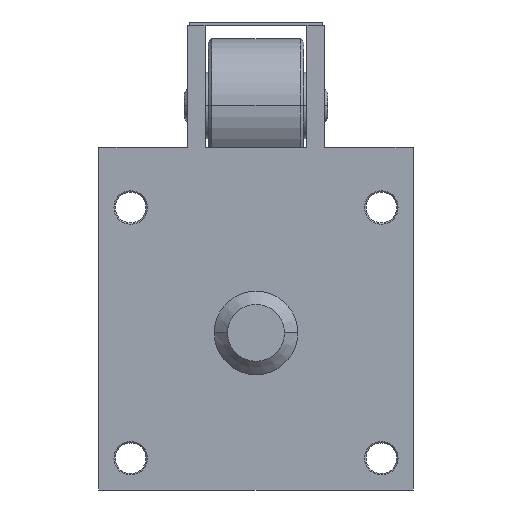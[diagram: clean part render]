
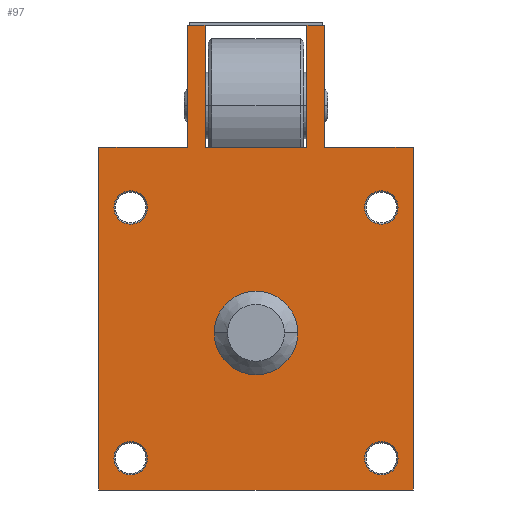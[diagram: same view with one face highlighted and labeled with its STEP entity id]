
A CAD part, left-side view. The second image highlights one B-rep face of the part: STEP entity #97.
In plain terms, the highlighted planar face has unit normal (-1, 0, 0).
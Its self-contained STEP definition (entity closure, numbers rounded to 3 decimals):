
#97=ADVANCED_FACE('',(#217,#218,#219,#220,#221,#222),#223,.F.);
#217=FACE_OUTER_BOUND('',#397,.T.);
#218=FACE_BOUND('',#398,.T.);
#219=FACE_BOUND('',#399,.T.);
#220=FACE_BOUND('',#400,.T.);
#221=FACE_BOUND('',#401,.T.);
#222=FACE_BOUND('',#402,.T.);
#223=PLANE('',#403);
#397=EDGE_LOOP('',(#772,#773,#774,#775,#776,#777,#778,#779,#780,#781,#782,#783));
#398=EDGE_LOOP('',(#784,#785));
#399=EDGE_LOOP('',(#786,#787));
#400=EDGE_LOOP('',(#788,#789));
#401=EDGE_LOOP('',(#790,#791));
#402=EDGE_LOOP('',(#792,#793));
#403=AXIS2_PLACEMENT_3D('',#794,#795,#796);
#772=ORIENTED_EDGE('',*,*,#1255,.F.);
#773=ORIENTED_EDGE('',*,*,#1250,.F.);
#774=ORIENTED_EDGE('',*,*,#1240,.F.);
#775=ORIENTED_EDGE('',*,*,#1256,.T.);
#776=ORIENTED_EDGE('',*,*,#1257,.F.);
#777=ORIENTED_EDGE('',*,*,#1258,.F.);
#778=ORIENTED_EDGE('',*,*,#1259,.F.);
#779=ORIENTED_EDGE('',*,*,#1260,.T.);
#780=ORIENTED_EDGE('',*,*,#1261,.F.);
#781=ORIENTED_EDGE('',*,*,#1262,.T.);
#782=ORIENTED_EDGE('',*,*,#1263,.F.);
#783=ORIENTED_EDGE('',*,*,#1264,.F.);
#784=ORIENTED_EDGE('',*,*,#1218,.T.);
#785=ORIENTED_EDGE('',*,*,#1265,.T.);
#786=ORIENTED_EDGE('',*,*,#1214,.T.);
#787=ORIENTED_EDGE('',*,*,#1266,.T.);
#788=ORIENTED_EDGE('',*,*,#1207,.T.);
#789=ORIENTED_EDGE('',*,*,#1267,.T.);
#790=ORIENTED_EDGE('',*,*,#1200,.T.);
#791=ORIENTED_EDGE('',*,*,#1268,.T.);
#792=ORIENTED_EDGE('',*,*,#1193,.T.);
#793=ORIENTED_EDGE('',*,*,#1269,.T.);
#794=CARTESIAN_POINT('',(-41.0,0.0,8.5));
#795=DIRECTION('',(1.0,0.0,0.0));
#796=DIRECTION('',(0.0,0.0,-1.0));
#1193=EDGE_CURVE('',#1419,#1421,#1423,.T.);
#1200=EDGE_CURVE('',#1432,#1434,#1436,.T.);
#1207=EDGE_CURVE('',#1445,#1447,#1449,.T.);
#1214=EDGE_CURVE('',#1458,#1460,#1462,.T.);
#1218=EDGE_CURVE('',#1464,#1468,#1470,.T.);
#1240=EDGE_CURVE('',#1505,#1507,#1508,.T.);
#1250=EDGE_CURVE('',#1507,#1525,#1526,.T.);
#1255=EDGE_CURVE('',#1525,#1533,#1534,.T.);
#1256=EDGE_CURVE('',#1505,#1535,#1536,.T.);
#1257=EDGE_CURVE('',#1537,#1535,#1538,.T.);
#1258=EDGE_CURVE('',#1539,#1537,#1540,.T.);
#1259=EDGE_CURVE('',#1541,#1539,#1542,.T.);
#1260=EDGE_CURVE('',#1541,#1543,#1544,.T.);
#1261=EDGE_CURVE('',#1545,#1543,#1546,.T.);
#1262=EDGE_CURVE('',#1545,#1547,#1548,.T.);
#1263=EDGE_CURVE('',#1549,#1547,#1550,.T.);
#1264=EDGE_CURVE('',#1533,#1549,#1551,.T.);
#1265=EDGE_CURVE('',#1468,#1464,#1552,.T.);
#1266=EDGE_CURVE('',#1460,#1458,#1553,.T.);
#1267=EDGE_CURVE('',#1447,#1445,#1554,.T.);
#1268=EDGE_CURVE('',#1434,#1432,#1555,.T.);
#1269=EDGE_CURVE('',#1421,#1419,#1556,.T.);
#1419=VERTEX_POINT('',#1757);
#1421=VERTEX_POINT('',#1760);
#1423=CIRCLE('',#1763,10.0);
#1432=VERTEX_POINT('',#1774);
#1434=VERTEX_POINT('',#1777);
#1436=CIRCLE('',#1780,10.0);
#1445=VERTEX_POINT('',#1791);
#1447=VERTEX_POINT('',#1794);
#1449=CIRCLE('',#1797,10.0);
#1458=VERTEX_POINT('',#1808);
#1460=VERTEX_POINT('',#1811);
#1462=CIRCLE('',#1814,10.0);
#1464=VERTEX_POINT('',#1816);
#1468=VERTEX_POINT('',#1821);
#1470=CIRCLE('',#1824,25.0);
#1505=VERTEX_POINT('',#1879);
#1507=VERTEX_POINT('',#1882);
#1508=LINE('',#1883,#1884);
#1525=VERTEX_POINT('',#1910);
#1526=LINE('',#1911,#1912);
#1533=VERTEX_POINT('',#1923);
#1534=LINE('',#1924,#1925);
#1535=VERTEX_POINT('',#1926);
#1536=LINE('',#1927,#1928);
#1537=VERTEX_POINT('',#1929);
#1538=LINE('',#1930,#1931);
#1539=VERTEX_POINT('',#1932);
#1540=LINE('',#1933,#1934);
#1541=VERTEX_POINT('',#1935);
#1542=LINE('',#1936,#1937);
#1543=VERTEX_POINT('',#1938);
#1544=LINE('',#1939,#1940);
#1545=VERTEX_POINT('',#1941);
#1546=LINE('',#1942,#1943);
#1547=VERTEX_POINT('',#1944);
#1548=LINE('',#1945,#1946);
#1549=VERTEX_POINT('',#1947);
#1550=LINE('',#1948,#1949);
#1551=LINE('',#1950,#1951);
#1552=CIRCLE('',#1952,25.0);
#1553=CIRCLE('',#1953,10.0);
#1554=CIRCLE('',#1954,10.0);
#1555=CIRCLE('',#1955,10.0);
#1556=CIRCLE('',#1956,10.0);
#1757=CARTESIAN_POINT('',(-41.0,85.0,75.0));
#1760=CARTESIAN_POINT('',(-41.0,65.0,75.0));
#1763=AXIS2_PLACEMENT_3D('',#2229,#2230,#2231);
#1774=CARTESIAN_POINT('',(-41.0,85.0,-75.0));
#1777=CARTESIAN_POINT('',(-41.0,65.0,-75.0));
#1780=AXIS2_PLACEMENT_3D('',#2242,#2243,#2244);
#1791=CARTESIAN_POINT('',(-41.0,-65.0,75.0));
#1794=CARTESIAN_POINT('',(-41.0,-85.0,75.0));
#1797=AXIS2_PLACEMENT_3D('',#2255,#2256,#2257);
#1808=CARTESIAN_POINT('',(-41.0,-65.0,-75.0));
#1811=CARTESIAN_POINT('',(-41.0,-85.0,-75.0));
#1814=AXIS2_PLACEMENT_3D('',#2268,#2269,#2270);
#1816=CARTESIAN_POINT('',(-41.0,0.0,-25.0));
#1821=CARTESIAN_POINT('',(-41.0,0.,25.0));
#1824=AXIS2_PLACEMENT_3D('',#2276,#2277,#2278);
#1879=CARTESIAN_POINT('',(-41.0,-30.5,184.0));
#1882=CARTESIAN_POINT('',(-41.0,-41.0,184.0));
#1883=CARTESIAN_POINT('',(-41.0,-35.75,184.0));
#1884=VECTOR('',#2300,1.0);
#1910=CARTESIAN_POINT('',(-41.0,-41.0,111.0));
#1911=CARTESIAN_POINT('',(-41.0,-41.0,139.0));
#1912=VECTOR('',#2310,1.0);
#1923=CARTESIAN_POINT('',(-41.0,-94.0,111.0));
#1924=CARTESIAN_POINT('',(-41.0,0.0,111.0));
#1925=VECTOR('',#2315,1.0);
#1926=CARTESIAN_POINT('',(-41.0,-30.5,111.0));
#1927=CARTESIAN_POINT('',(-41.0,-30.5,139.0));
#1928=VECTOR('',#2316,1.0);
#1929=CARTESIAN_POINT('',(-41.0,30.5,111.0));
#1930=CARTESIAN_POINT('',(-41.0,0.0,111.0));
#1931=VECTOR('',#2317,1.0);
#1932=CARTESIAN_POINT('',(-41.0,30.5,184.0));
#1933=CARTESIAN_POINT('',(-41.0,30.5,139.0));
#1934=VECTOR('',#2318,1.0);
#1935=CARTESIAN_POINT('',(-41.0,41.0,184.0));
#1936=CARTESIAN_POINT('',(-41.0,35.75,184.0));
#1937=VECTOR('',#2319,1.0);
#1938=CARTESIAN_POINT('',(-41.0,41.0,111.0));
#1939=CARTESIAN_POINT('',(-41.0,41.0,139.0));
#1940=VECTOR('',#2320,1.0);
#1941=CARTESIAN_POINT('',(-41.0,94.0,111.0));
#1942=CARTESIAN_POINT('',(-41.0,0.0,111.0));
#1943=VECTOR('',#2321,1.0);
#1944=CARTESIAN_POINT('',(-41.0,94.0,-94.0));
#1945=CARTESIAN_POINT('',(-41.0,94.0,8.5));
#1946=VECTOR('',#2322,1.0);
#1947=CARTESIAN_POINT('',(-41.0,-94.0,-94.0));
#1948=CARTESIAN_POINT('',(-41.0,0.0,-94.0));
#1949=VECTOR('',#2323,1.0);
#1950=CARTESIAN_POINT('',(-41.0,-94.0,8.5));
#1951=VECTOR('',#2324,1.0);
#1952=AXIS2_PLACEMENT_3D('',#2325,#2326,#2327);
#1953=AXIS2_PLACEMENT_3D('',#2328,#2329,#2330);
#1954=AXIS2_PLACEMENT_3D('',#2331,#2332,#2333);
#1955=AXIS2_PLACEMENT_3D('',#2334,#2335,#2336);
#1956=AXIS2_PLACEMENT_3D('',#2337,#2338,#2339);
#2229=CARTESIAN_POINT('',(-41.0,75.0,75.0));
#2230=DIRECTION('',(1.0,0.0,0.0));
#2231=DIRECTION('',(0.0,1.0,0.0));
#2242=CARTESIAN_POINT('',(-41.0,75.0,-75.0));
#2243=DIRECTION('',(1.0,0.0,0.0));
#2244=DIRECTION('',(0.0,1.0,0.0));
#2255=CARTESIAN_POINT('',(-41.0,-75.0,75.0));
#2256=DIRECTION('',(1.0,0.0,0.0));
#2257=DIRECTION('',(0.0,1.0,0.0));
#2268=CARTESIAN_POINT('',(-41.0,-75.0,-75.0));
#2269=DIRECTION('',(1.0,0.0,0.0));
#2270=DIRECTION('',(0.0,1.0,0.0));
#2276=CARTESIAN_POINT('',(-41.0,0.0,0.0));
#2277=DIRECTION('',(1.0,0.0,0.0));
#2278=DIRECTION('',(0.0,0.0,-1.0));
#2300=DIRECTION('',(0.,-1.0,0.0));
#2310=DIRECTION('',(0.0,0.0,-1.0));
#2315=DIRECTION('',(0.0,-1.0,0.0));
#2316=DIRECTION('',(0.0,0.0,-1.0));
#2317=DIRECTION('',(0.0,-1.0,0.0));
#2318=DIRECTION('',(0.0,0.0,-1.0));
#2319=DIRECTION('',(0.0,-1.0,0.0));
#2320=DIRECTION('',(0.0,0.0,-1.0));
#2321=DIRECTION('',(0.0,-1.0,0.0));
#2322=DIRECTION('',(0.0,0.0,-1.0));
#2323=DIRECTION('',(0.0,1.0,0.0));
#2324=DIRECTION('',(0.0,0.0,-1.0));
#2325=CARTESIAN_POINT('',(-41.0,0.0,0.0));
#2326=DIRECTION('',(1.0,0.0,0.0));
#2327=DIRECTION('',(0.0,0.0,-1.0));
#2328=CARTESIAN_POINT('',(-41.0,-75.0,-75.0));
#2329=DIRECTION('',(1.0,0.0,0.0));
#2330=DIRECTION('',(0.0,1.0,0.0));
#2331=CARTESIAN_POINT('',(-41.0,-75.0,75.0));
#2332=DIRECTION('',(1.0,0.0,0.0));
#2333=DIRECTION('',(0.0,1.0,0.0));
#2334=CARTESIAN_POINT('',(-41.0,75.0,-75.0));
#2335=DIRECTION('',(1.0,0.0,0.0));
#2336=DIRECTION('',(0.0,1.0,0.0));
#2337=CARTESIAN_POINT('',(-41.0,75.0,75.0));
#2338=DIRECTION('',(1.0,0.0,0.0));
#2339=DIRECTION('',(0.0,1.0,0.0));
